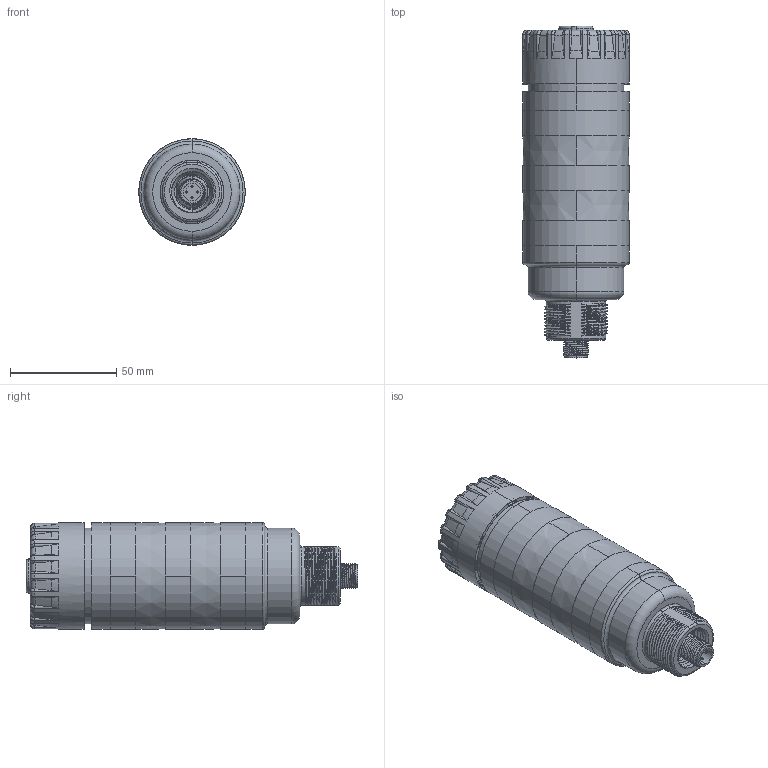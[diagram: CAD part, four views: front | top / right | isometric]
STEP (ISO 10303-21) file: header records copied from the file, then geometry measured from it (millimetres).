
FILE_DESCRIPTION((''),'2;1');
FILE_NAME('160286_ASM','2014-06-26T',('pdmadmin'),(''),'PRO/ENGINEER BY PARAMETRIC TECHNOLOGY CORPORATION, 2013230','PRO/ENGINEER BY PARAMETRIC TECHNOLOGY CORPORATION, 2013230','');
FILE_SCHEMA(('CONFIG_CONTROL_DESIGN'));
Products named in the file (9): 159072; 141960; 08427_NO_ORING; 158231_WEB; 158948; 158950; 143281_WEB_MODEL; 143282; 160286_ASM
Assembly tree (11 placements, depth 2):
  160286_ASM
    159072
    141960
    08427_NO_ORING
    158231_WEB  x3
    158948  x2
    158950
    143281_WEB_MODEL
    143282
Bounding box: 50 x 156 x 50 mm (x, y, z)
Volume: 88894.5 mm3; surface area: 96529.8 mm2
Topology: 11 solids, 11 shells, 1856 faces, 4779 edges, 3047 vertices
Faces by surface type: plane 676, cylinder 608, torus 214, bspline 206, cone 152
Entity records: 84571 total; most frequent: CARTESIAN_POINT 48650, ORIENTED_EDGE 7722, DIRECTION 7264, EDGE_CURVE 3861, AXIS2_PLACEMENT_3D 2841, VERTEX_POINT 2443, EDGE_LOOP 1608, VECTOR 1582
